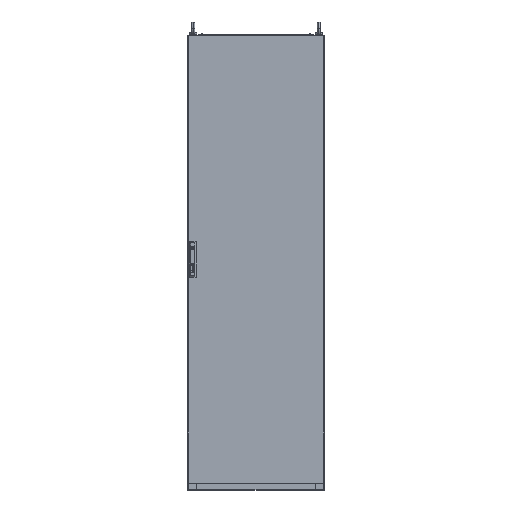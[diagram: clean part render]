
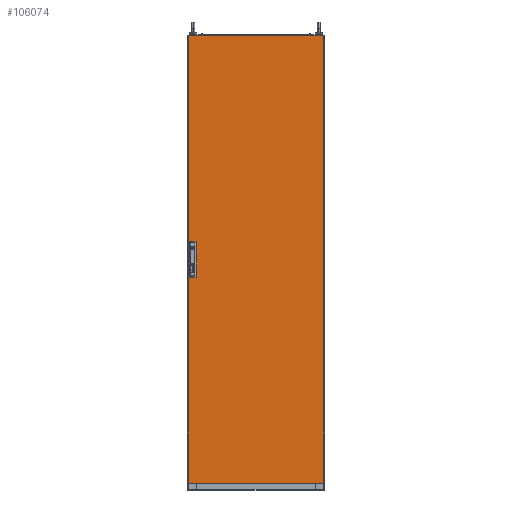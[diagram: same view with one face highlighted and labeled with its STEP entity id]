
A CAD part, top view. The second image highlights one B-rep face of the part: STEP entity #106074.
In plain terms, the highlighted planar face has unit normal (0, 0, 1).
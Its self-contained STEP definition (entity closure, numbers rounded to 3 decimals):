
#313 = LINE ( 'NONE', #13229, #75218 ) ;
#2444 = CARTESIAN_POINT ( 'NONE',  ( -290.7, -61.5, 0. ) ) ;
#6149 = LINE ( 'NONE', #126172, #101002 ) ;
#7658 = LINE ( 'NONE', #80927, #103238 ) ;
#12019 = VERTEX_POINT ( 'NONE', #34259 ) ;
#12752 = EDGE_CURVE ( 'NONE', #20442, #114673, #7658, .T. ) ;
#13206 = FACE_BOUND ( 'NONE', #97259, .T. ) ;
#13229 = CARTESIAN_POINT ( 'NONE',  ( -265.7, -61.5, 0. ) ) ;
#14290 = ORIENTED_EDGE ( 'NONE', *, *, #86798, .F. ) ;
#14561 = CARTESIAN_POINT ( 'NONE',  ( -265.7, -61.5, 0. ) ) ;
#17260 = CARTESIAN_POINT ( 'NONE',  ( -297., 997., 0. ) ) ;
#20442 = VERTEX_POINT ( 'NONE', #140400 ) ;
#23690 = PLANE ( 'NONE',  #43742 ) ;
#24149 = ORIENTED_EDGE ( 'NONE', *, *, #54528, .F. ) ;
#26732 = LINE ( 'NONE', #81416, #50722 ) ;
#29564 = DIRECTION ( 'NONE',  ( 0., 1., 0. ) ) ;
#30921 = LINE ( 'NONE', #17260, #129725 ) ;
#31645 = EDGE_LOOP ( 'NONE', ( #47668, #138561, #64706, #131859 ) ) ;
#34259 = CARTESIAN_POINT ( 'NONE',  ( 297., 997., 0. ) ) ;
#34583 = VECTOR ( 'NONE', #56431, 1000. ) ;
#35849 = FACE_OUTER_BOUND ( 'NONE', #31645, .T. ) ;
#36390 = VERTEX_POINT ( 'NONE', #101460 ) ;
#40284 = LINE ( 'NONE', #127911, #157027 ) ;
#40406 = VECTOR ( 'NONE', #105910, 1000. ) ;
#43742 = AXIS2_PLACEMENT_3D ( 'NONE', #59946, #59158, #84858 ) ;
#47668 = ORIENTED_EDGE ( 'NONE', *, *, #142759, .T. ) ;
#48120 = EDGE_CURVE ( 'NONE', #73718, #12019, #6149, .T. ) ;
#49527 = VERTEX_POINT ( 'NONE', #137070 ) ;
#50134 = ORIENTED_EDGE ( 'NONE', *, *, #148694, .F. ) ;
#50722 = VECTOR ( 'NONE', #68577, 1000. ) ;
#51262 = CARTESIAN_POINT ( 'NONE',  ( 297., -970., 0. ) ) ;
#52074 = EDGE_CURVE ( 'NONE', #49527, #102904, #108944, .T. ) ;
#53673 = DIRECTION ( 'NONE',  ( 0., -1., 0. ) ) ;
#54528 = EDGE_CURVE ( 'NONE', #114673, #49527, #80539, .T. ) ;
#56431 = DIRECTION ( 'NONE',  ( 1., 0., 0. ) ) ;
#59158 = DIRECTION ( 'NONE',  ( 0., 0., 1. ) ) ;
#59438 = VERTEX_POINT ( 'NONE', #14561 ) ;
#59946 = CARTESIAN_POINT ( 'NONE',  ( 0., 0., 0. ) ) ;
#60344 = EDGE_CURVE ( 'NONE', #102904, #20442, #90550, .T. ) ;
#60467 = CARTESIAN_POINT ( 'NONE',  ( -290.7, -11.5, 0. ) ) ;
#61460 = CARTESIAN_POINT ( 'NONE',  ( -265.7, -61.5, 0. ) ) ;
#64706 = ORIENTED_EDGE ( 'NONE', *, *, #48120, .T. ) ;
#68084 = EDGE_LOOP ( 'NONE', ( #136392, #14290, #131383, #50134 ) ) ;
#68577 = DIRECTION ( 'NONE',  ( -1., 0., 0. ) ) ;
#68836 = EDGE_CURVE ( 'NONE', #132164, #152583, #92565, .T. ) ;
#68861 = LINE ( 'NONE', #142809, #40406 ) ;
#70316 = LINE ( 'NONE', #61460, #139659 ) ;
#73536 = DIRECTION ( 'NONE',  ( 1., 0., 0. ) ) ;
#73718 = VERTEX_POINT ( 'NONE', #51262 ) ;
#74413 = FACE_BOUND ( 'NONE', #68084, .T. ) ;
#75218 = VECTOR ( 'NONE', #124297, 1000. ) ;
#75285 = ORIENTED_EDGE ( 'NONE', *, *, #52074, .F. ) ;
#80539 = LINE ( 'NONE', #95041, #34583 ) ;
#80927 = CARTESIAN_POINT ( 'NONE',  ( -290.7, 38.5, 0. ) ) ;
#81416 = CARTESIAN_POINT ( 'NONE',  ( -297., 997., 0. ) ) ;
#84858 = DIRECTION ( 'NONE',  ( 1., 0., 0. ) ) ;
#86140 = CARTESIAN_POINT ( 'NONE',  ( -290.7, 38.5, 0. ) ) ;
#86798 = EDGE_CURVE ( 'NONE', #36390, #132164, #40284, .T. ) ;
#90550 = LINE ( 'NONE', #114727, #110741 ) ;
#90555 = EDGE_CURVE ( 'NONE', #12019, #130765, #26732, .T. ) ;
#92565 = LINE ( 'NONE', #127168, #126861 ) ;
#95041 = CARTESIAN_POINT ( 'NONE',  ( -265.7, 38.5, 0. ) ) ;
#97259 = EDGE_LOOP ( 'NONE', ( #157949, #158404, #75285, #24149 ) ) ;
#100666 = VECTOR ( 'NONE', #133841, 1000. ) ;
#101002 = VECTOR ( 'NONE', #29564, 1000. ) ;
#101460 = CARTESIAN_POINT ( 'NONE',  ( -265.7, -11.5, 0. ) ) ;
#102904 = VERTEX_POINT ( 'NONE', #154488 ) ;
#103238 = VECTOR ( 'NONE', #53673, 1000. ) ;
#105470 = DIRECTION ( 'NONE',  ( 0., -1., 0. ) ) ;
#105910 = DIRECTION ( 'NONE',  ( 1., 0., 0. ) ) ;
#106074 = ADVANCED_FACE ( 'NONE', ( #13206, #74413, #35849 ), #23690, .T. ) ;
#106962 = EDGE_CURVE ( 'NONE', #59438, #36390, #313, .T. ) ;
#108944 = LINE ( 'NONE', #145844, #100666 ) ;
#110741 = VECTOR ( 'NONE', #139561, 1000. ) ;
#114673 = VERTEX_POINT ( 'NONE', #86140 ) ;
#114727 = CARTESIAN_POINT ( 'NONE',  ( -265.7, 88.5, 0. ) ) ;
#123583 = EDGE_CURVE ( 'NONE', #141688, #73718, #68861, .T. ) ;
#124297 = DIRECTION ( 'NONE',  ( 0., 1., 0. ) ) ;
#126172 = CARTESIAN_POINT ( 'NONE',  ( 297., 997., 0. ) ) ;
#126861 = VECTOR ( 'NONE', #105470, 1000. ) ;
#127168 = CARTESIAN_POINT ( 'NONE',  ( -290.7, -61.5, 0. ) ) ;
#127911 = CARTESIAN_POINT ( 'NONE',  ( -265.7, -11.5, 0. ) ) ;
#129725 = VECTOR ( 'NONE', #141919, 1000. ) ;
#130765 = VERTEX_POINT ( 'NONE', #141323 ) ;
#131383 = ORIENTED_EDGE ( 'NONE', *, *, #106962, .F. ) ;
#131859 = ORIENTED_EDGE ( 'NONE', *, *, #90555, .T. ) ;
#132164 = VERTEX_POINT ( 'NONE', #60467 ) ;
#133841 = DIRECTION ( 'NONE',  ( 0., 1., 0. ) ) ;
#134776 = CARTESIAN_POINT ( 'NONE',  ( -297., -970., 0. ) ) ;
#136392 = ORIENTED_EDGE ( 'NONE', *, *, #68836, .F. ) ;
#137070 = CARTESIAN_POINT ( 'NONE',  ( -265.7, 38.5, 0. ) ) ;
#138561 = ORIENTED_EDGE ( 'NONE', *, *, #123583, .T. ) ;
#139561 = DIRECTION ( 'NONE',  ( -1., 0., 0. ) ) ;
#139659 = VECTOR ( 'NONE', #73536, 1000. ) ;
#140400 = CARTESIAN_POINT ( 'NONE',  ( -290.7, 88.5, 0. ) ) ;
#141323 = CARTESIAN_POINT ( 'NONE',  ( -297., 997., 0. ) ) ;
#141688 = VERTEX_POINT ( 'NONE', #134776 ) ;
#141919 = DIRECTION ( 'NONE',  ( 0., -1., 0. ) ) ;
#142759 = EDGE_CURVE ( 'NONE', #130765, #141688, #30921, .T. ) ;
#142809 = CARTESIAN_POINT ( 'NONE',  ( -297., -970., 0. ) ) ;
#145844 = CARTESIAN_POINT ( 'NONE',  ( -265.7, 38.5, 0. ) ) ;
#148694 = EDGE_CURVE ( 'NONE', #152583, #59438, #70316, .T. ) ;
#152583 = VERTEX_POINT ( 'NONE', #2444 ) ;
#152774 = DIRECTION ( 'NONE',  ( -1., 0., 0. ) ) ;
#154488 = CARTESIAN_POINT ( 'NONE',  ( -265.7, 88.5, 0. ) ) ;
#157027 = VECTOR ( 'NONE', #152774, 1000. ) ;
#157949 = ORIENTED_EDGE ( 'NONE', *, *, #12752, .F. ) ;
#158404 = ORIENTED_EDGE ( 'NONE', *, *, #60344, .F. ) ;
